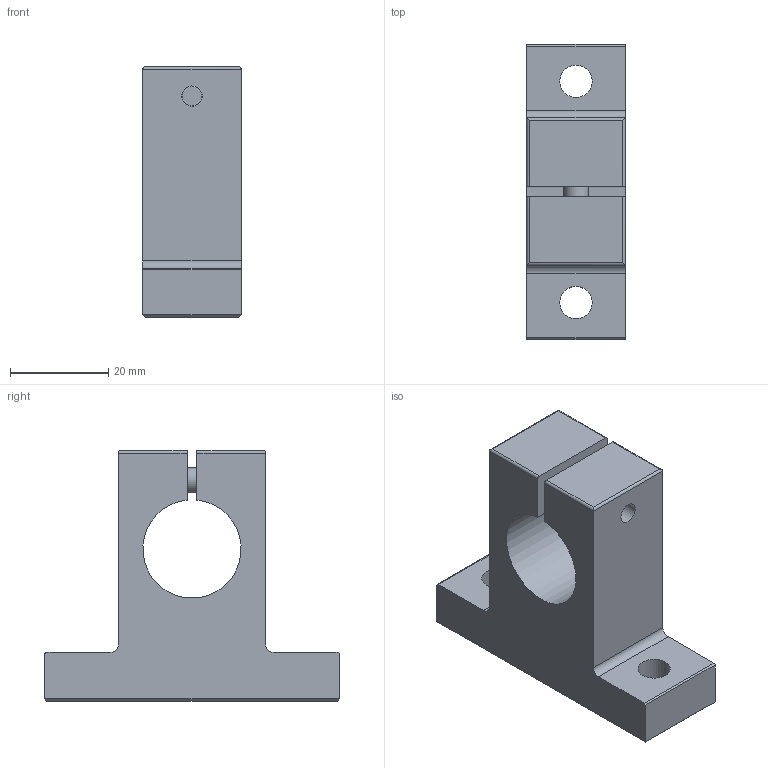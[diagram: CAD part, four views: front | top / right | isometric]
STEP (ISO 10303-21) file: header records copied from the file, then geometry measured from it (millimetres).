
FILE_DESCRIPTION(/* description */ (''),/* implementation_level */ '2;1');
FILE_NAME(/* name */ 'WJB-SK-20.stp',/* time_stamp */ '2019-01-16T15:30:44+08:00',/* author */ (''),/* organization */ (''),/* preprocessor_version */ 'ST-DEVELOPER v11',/* originating_system */ 'SIEMENS UGS NX 6.0',/* authorisation */ '');
FILE_SCHEMA (('CONFIG_CONTROL_DESIGN'));
Length unit declared in the file: millimetre
Products named in the file (1): WJB-SK-20
Bounding box: 20 x 60 x 51 mm (x, y, z)
Volume: 29014.8 mm3; surface area: 9868.4 mm2
Topology: 1 solids, 1 shells, 121 faces, 320 edges, 221 vertices
Faces by surface type: plane 74, extrusion 27, cylinder 17, cone 2, torus 1
Full cylindrical faces by diameter (mm): 4.134 x1, 5 x1, 5.5 x1, 6.6 x2, 8.5 x1, 9.5 x1
Entity records: 4748 total; most frequent: CARTESIAN_POINT 1944, ORIENTED_EDGE 580, DIRECTION 448, EDGE_CURVE 290, VERTEX_POINT 196, VECTOR 194, LINE 167, EDGE_LOOP 152
